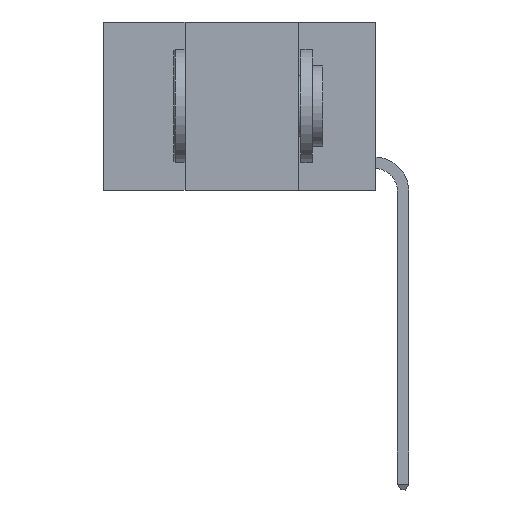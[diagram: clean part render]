
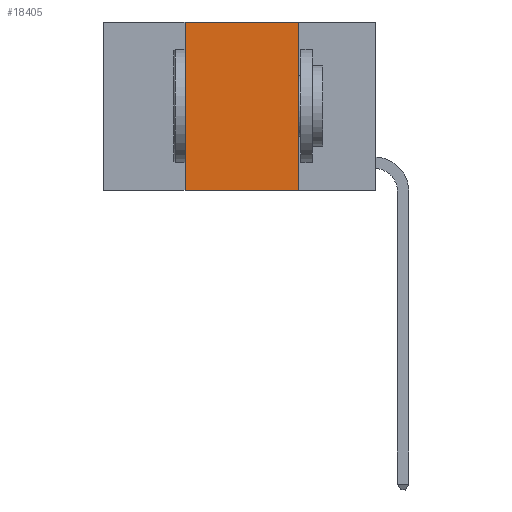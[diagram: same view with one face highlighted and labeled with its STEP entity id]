
A CAD part, left-side view. The second image highlights one B-rep face of the part: STEP entity #18405.
In plain terms, the highlighted planar face has unit normal (-1, 0, 0).
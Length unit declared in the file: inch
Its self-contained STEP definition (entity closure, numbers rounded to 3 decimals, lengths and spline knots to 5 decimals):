
#802 = EDGE_CURVE ( 'NONE', #13426, #24073, #10926, .T. ) ;
#2387 = DIRECTION ( 'NONE',  ( 0., -1., 0. ) ) ;
#3261 = FACE_OUTER_BOUND ( 'NONE', #28255, .T. ) ;
#4068 = VERTEX_POINT ( 'NONE', #6274 ) ;
#4949 = VECTOR ( 'NONE', #12024, 39.37008 ) ;
#5462 = CARTESIAN_POINT ( 'NONE',  ( 0., 0.42, -0.37 ) ) ;
#5891 = VECTOR ( 'NONE', #2387, 39.37008 ) ;
#6274 = CARTESIAN_POINT ( 'NONE',  ( 0., 0.42, 0. ) ) ;
#6534 = ORIENTED_EDGE ( 'NONE', *, *, #802, .F. ) ;
#6632 = CARTESIAN_POINT ( 'NONE',  ( 0., 0.6, -0.37 ) ) ;
#7434 = VECTOR ( 'NONE', #27032, 39.37008 ) ;
#9348 = ORIENTED_EDGE ( 'NONE', *, *, #17425, .F. ) ;
#9563 = LINE ( 'NONE', #24313, #26957 ) ;
#10926 = LINE ( 'NONE', #12257, #4949 ) ;
#11108 = AXIS2_PLACEMENT_3D ( 'NONE', #17398, #26512, #12918 ) ;
#12024 = DIRECTION ( 'NONE',  ( 0., 0., -1. ) ) ;
#12257 = CARTESIAN_POINT ( 'NONE',  ( 0., 0.17, 0. ) ) ;
#12918 = DIRECTION ( 'NONE',  ( 0., 0., -1. ) ) ;
#13426 = VERTEX_POINT ( 'NONE', #24196 ) ;
#13427 = LINE ( 'NONE', #6632, #7434 ) ;
#13662 = CARTESIAN_POINT ( 'NONE',  ( 0., 0.6, 0. ) ) ;
#14465 = EDGE_CURVE ( 'NONE', #21348, #24073, #13427, .T. ) ;
#17398 = CARTESIAN_POINT ( 'NONE',  ( 0., 0.6, 0. ) ) ;
#17425 = EDGE_CURVE ( 'NONE', #4068, #13426, #18655, .T. ) ;
#18405 = ADVANCED_FACE ( 'NONE', ( #3261 ), #21893, .F. ) ;
#18655 = LINE ( 'NONE', #13662, #5891 ) ;
#19065 = EDGE_CURVE ( 'NONE', #21348, #4068, #9563, .T. ) ;
#19933 = CARTESIAN_POINT ( 'NONE',  ( 0., 0.17, -0.37 ) ) ;
#21348 = VERTEX_POINT ( 'NONE', #5462 ) ;
#21893 = PLANE ( 'NONE',  #11108 ) ;
#24073 = VERTEX_POINT ( 'NONE', #19933 ) ;
#24196 = CARTESIAN_POINT ( 'NONE',  ( 0., 0.17, 0. ) ) ;
#24313 = CARTESIAN_POINT ( 'NONE',  ( 0., 0.42, 0. ) ) ;
#25268 = ORIENTED_EDGE ( 'NONE', *, *, #14465, .T. ) ;
#25276 = ORIENTED_EDGE ( 'NONE', *, *, #19065, .F. ) ;
#26512 = DIRECTION ( 'NONE',  ( 1., 0., 0. ) ) ;
#26572 = DIRECTION ( 'NONE',  ( 0., 0., 1. ) ) ;
#26957 = VECTOR ( 'NONE', #26572, 39.37008 ) ;
#27032 = DIRECTION ( 'NONE',  ( 0., -1., 0. ) ) ;
#28255 = EDGE_LOOP ( 'NONE', ( #6534, #9348, #25276, #25268 ) ) ;
